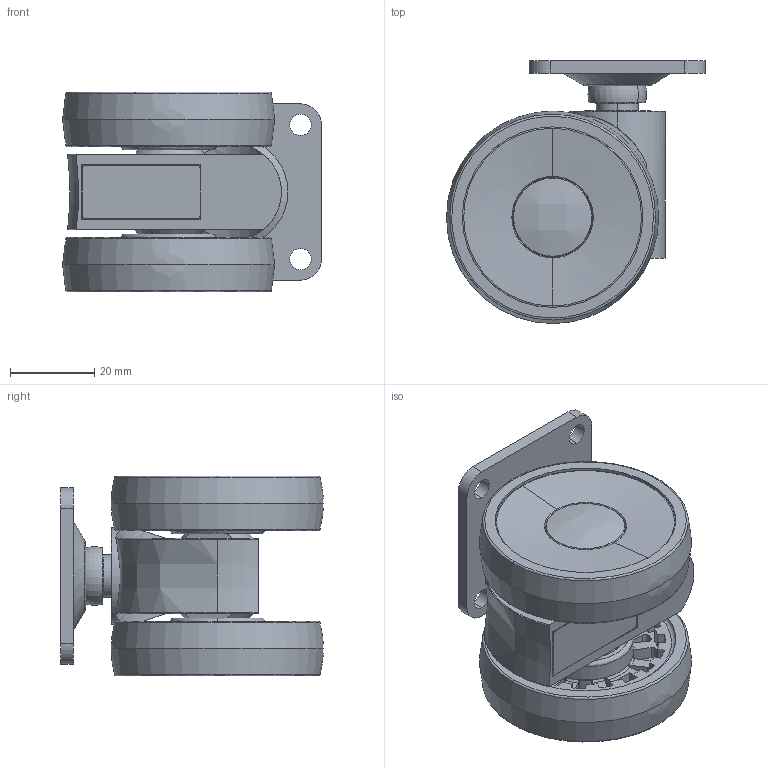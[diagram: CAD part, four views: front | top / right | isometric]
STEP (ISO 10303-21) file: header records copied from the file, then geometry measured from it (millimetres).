
FILE_DESCRIPTION (( 'STEP AP214' ), '1' );
FILE_NAME ('F003505,F003507_3D.step', '2022-11-21T18:19:51', ( '' ), ( '' ), 'SwSTEP 2.0', 'SolidWorks 2020', '' );
FILE_SCHEMA (( 'AUTOMOTIVE_DESIGN' ));
Length unit declared in the file: millimetre
Products named in the file (3): F003505,F003507_3D; F003507-kolo; P41-42x42 - 10
Assembly tree (2 placements, depth 2):
  F003505,F003507_3D
    F003507-kolo
    P41-42x42 - 10
Bounding box: 61.65 x 62.55 x 47.6 mm (x, y, z)
Volume: 56194.8 mm3; surface area: 35873.5 mm2
Topology: 4 solids, 7 shells, 940 faces, 2602 edges, 1698 vertices
Faces by surface type: cylinder 430, plane 382, bspline 81, cone 45, torus 2
Entity records: 43878 total; most frequent: CARTESIAN_POINT 9335, ORIENTED_EDGE 5172, DIRECTION 5026, EDGE_CURVE 2590, AXIS2_PLACEMENT_3D 1816, VERTEX_POINT 1698, VECTOR 1394, LINE 1394
